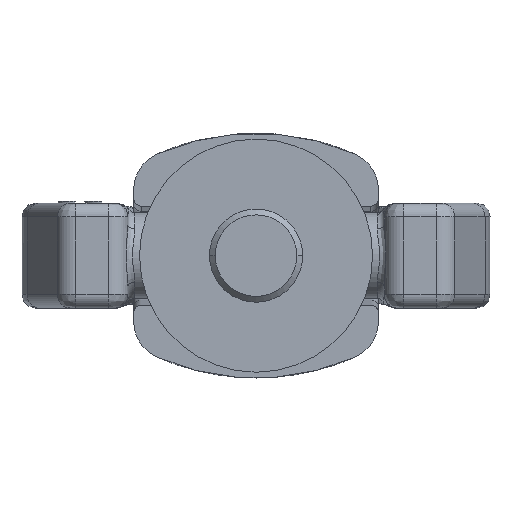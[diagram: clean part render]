
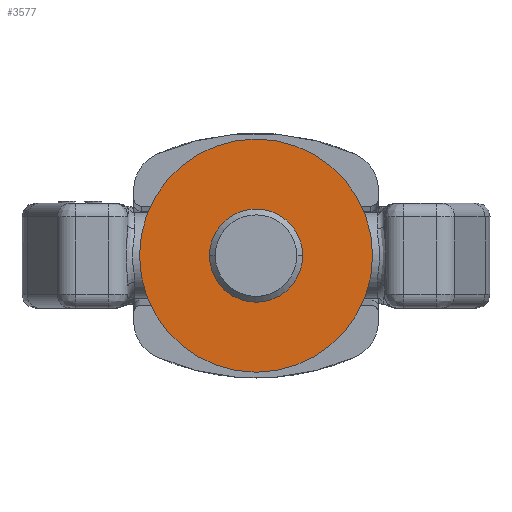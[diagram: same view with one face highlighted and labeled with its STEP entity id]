
A CAD part, front view. The second image highlights one B-rep face of the part: STEP entity #3577.
In plain terms, the highlighted planar face has unit normal (0, -1, 0).
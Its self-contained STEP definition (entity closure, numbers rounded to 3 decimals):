
#3350=CARTESIAN_POINT('',(0.,-9.25,0.));
#3351=DIRECTION('',(0.,1.,0.));
#3352=DIRECTION('',(0.,0.,-1.));
#3353=AXIS2_PLACEMENT_3D('',#3350,#3351,#3352);
#3355=CARTESIAN_POINT('',(0.,-9.25,0.));
#3356=DIRECTION('',(0.,-1.,0.));
#3357=DIRECTION('',(0.,0.,-1.));
#3358=AXIS2_PLACEMENT_3D('',#3355,#3356,#3357);
#3360=CARTESIAN_POINT('',(0.,-9.25,0.));
#3361=DIRECTION('',(0.,1.,0.));
#3362=DIRECTION('',(0.,0.,-1.));
#3363=AXIS2_PLACEMENT_3D('',#3360,#3361,#3362);
#3365=CARTESIAN_POINT('',(0.,-9.25,0.));
#3366=DIRECTION('',(0.,-1.,0.));
#3367=DIRECTION('',(0.,0.,-1.));
#3368=AXIS2_PLACEMENT_3D('',#3365,#3366,#3367);
#3370=CARTESIAN_POINT('',(0.,-9.25,-30.));
#3372=VERTEX_POINT('',#3370);
#3383=CARTESIAN_POINT('',(0.,-9.25,-12.));
#3385=VERTEX_POINT('',#3383);
#3386=CARTESIAN_POINT('',(0.,-9.25,30.));
#3388=VERTEX_POINT('',#3386);
#3399=CARTESIAN_POINT('',(0.,-9.25,12.));
#3401=VERTEX_POINT('',#3399);
#3564=CARTESIAN_POINT('',(0.,-9.25,0.));
#3565=DIRECTION('',(0.,-1.,0.));
#3566=DIRECTION('',(0.,0.,1.));
#3567=AXIS2_PLACEMENT_3D('',#3564,#3565,#3566);
#3568=PLANE('',#3567);
#3569=ORIENTED_EDGE('',*,*,#3557,.F.);
#3570=ORIENTED_EDGE('',*,*,#3546,.T.);
#3571=EDGE_LOOP('',(#3569,#3570));
#3572=FACE_OUTER_BOUND('',#3571,.F.);
#3573=ORIENTED_EDGE('',*,*,#3409,.F.);
#3574=ORIENTED_EDGE('',*,*,#3427,.T.);
#3575=EDGE_LOOP('',(#3573,#3574));
#3576=FACE_BOUND('',#3575,.F.);
#3577=ADVANCED_FACE('',(#3572,#3576),#3568,.T.);
#3354=CIRCLE('',#3353,30.);
#3359=CIRCLE('',#3358,30.);
#3364=CIRCLE('',#3363,12.);
#3369=CIRCLE('',#3368,12.);
#3409=EDGE_CURVE('',#3385,#3401,#3364,.T.);
#3427=EDGE_CURVE('',#3385,#3401,#3369,.T.);
#3546=EDGE_CURVE('',#3372,#3388,#3354,.T.);
#3557=EDGE_CURVE('',#3372,#3388,#3359,.T.);
